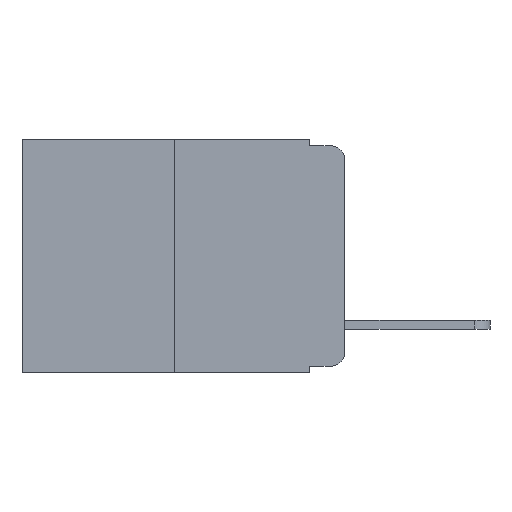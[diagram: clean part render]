
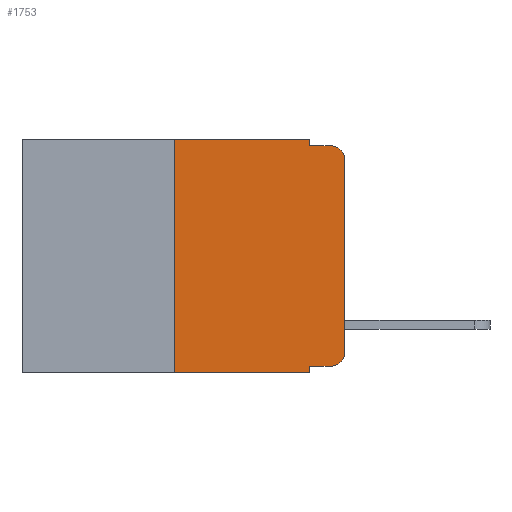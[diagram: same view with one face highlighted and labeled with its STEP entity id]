
A CAD part, left-side view. The second image highlights one B-rep face of the part: STEP entity #1753.
In plain terms, the highlighted planar face has unit normal (-1, 0, 0).
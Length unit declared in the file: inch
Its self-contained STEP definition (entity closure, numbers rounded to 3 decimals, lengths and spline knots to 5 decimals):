
#202 = CARTESIAN_POINT ( 'NONE',  ( 0., 0., -0.313 ) ) ;
#213 = ORIENTED_EDGE ( 'NONE', *, *, #8627, .T. ) ;
#242 = ORIENTED_EDGE ( 'NONE', *, *, #8701, .T. ) ;
#249 = VERTEX_POINT ( 'NONE', #6756 ) ;
#266 = LINE ( 'NONE', #7640, #8433 ) ;
#513 = VERTEX_POINT ( 'NONE', #8126 ) ;
#898 = EDGE_CURVE ( 'NONE', #2293, #3019, #4273, .T. ) ;
#1287 = DIRECTION ( 'NONE',  ( 0., -1., 0. ) ) ;
#1753 = ADVANCED_FACE ( 'NONE', ( #11711 ), #6120, .F. ) ;
#1885 = VERTEX_POINT ( 'NONE', #4633 ) ;
#2293 = VERTEX_POINT ( 'NONE', #5263 ) ;
#2602 = VECTOR ( 'NONE', #9461, 39.37008 ) ;
#2944 = VECTOR ( 'NONE', #5056, 39.37008 ) ;
#2995 = VERTEX_POINT ( 'NONE', #11823 ) ;
#3019 = VERTEX_POINT ( 'NONE', #11734 ) ;
#3046 = EDGE_CURVE ( 'NONE', #12384, #513, #7966, .T. ) ;
#3168 = VECTOR ( 'NONE', #6905, 39.37008 ) ;
#3354 = VECTOR ( 'NONE', #10024, 39.37008 ) ;
#3598 = CARTESIAN_POINT ( 'NONE',  ( 0., 0.051, -0.333 ) ) ;
#4262 = VECTOR ( 'NONE', #1287, 39.37008 ) ;
#4273 = LINE ( 'NONE', #8721, #4262 ) ;
#4462 = CARTESIAN_POINT ( 'NONE',  ( 0., 0.473, 0. ) ) ;
#4633 = CARTESIAN_POINT ( 'NONE',  ( 0., 0.051, -0.01 ) ) ;
#4899 = DIRECTION ( 'NONE',  ( 0., 0., -1. ) ) ;
#4948 = DIRECTION ( 'NONE',  ( -1., 0., 0. ) ) ;
#4983 = CARTESIAN_POINT ( 'NONE',  ( 0., 0.02, -0.313 ) ) ;
#5056 = DIRECTION ( 'NONE',  ( 0., -1., 0. ) ) ;
#5234 = VECTOR ( 'NONE', #12137, 39.37008 ) ;
#5263 = CARTESIAN_POINT ( 'NONE',  ( 0., 0.25, 0. ) ) ;
#5357 = LINE ( 'NONE', #9720, #2602 ) ;
#5822 = LINE ( 'NONE', #6551, #10493 ) ;
#5983 = LINE ( 'NONE', #10401, #3354 ) ;
#6021 = DIRECTION ( 'NONE',  ( 1., 0., 0. ) ) ;
#6120 = PLANE ( 'NONE',  #9866 ) ;
#6148 = LINE ( 'NONE', #7105, #3168 ) ;
#6551 = CARTESIAN_POINT ( 'NONE',  ( 0., 0.051, -0.333 ) ) ;
#6717 = DIRECTION ( 'NONE',  ( 0., -1., 0. ) ) ;
#6756 = CARTESIAN_POINT ( 'NONE',  ( 0., 0., -0.03 ) ) ;
#6905 = DIRECTION ( 'NONE',  ( 0., 0., -1. ) ) ;
#6998 = DIRECTION ( 'NONE',  ( 0., 0., 1. ) ) ;
#7105 = CARTESIAN_POINT ( 'NONE',  ( 0., 0.051, 0. ) ) ;
#7640 = CARTESIAN_POINT ( 'NONE',  ( 0., 0.25, 0. ) ) ;
#7721 = CARTESIAN_POINT ( 'NONE',  ( 0., 0.25, -0.343 ) ) ;
#7763 = VERTEX_POINT ( 'NONE', #3598 ) ;
#7817 = VERTEX_POINT ( 'NONE', #12005 ) ;
#7966 = LINE ( 'NONE', #10178, #2944 ) ;
#8126 = CARTESIAN_POINT ( 'NONE',  ( 0., 0.051, -0.343 ) ) ;
#8136 = VERTEX_POINT ( 'NONE', #202 ) ;
#8245 = EDGE_CURVE ( 'NONE', #8136, #249, #12437, .T. ) ;
#8323 = EDGE_CURVE ( 'NONE', #249, #2995, #11672, .T. ) ;
#8392 = EDGE_CURVE ( 'NONE', #1885, #2995, #5983, .T. ) ;
#8418 = EDGE_CURVE ( 'NONE', #3019, #1885, #5357, .T. ) ;
#8433 = VECTOR ( 'NONE', #6998, 39.37008 ) ;
#8592 = EDGE_CURVE ( 'NONE', #12384, #2293, #266, .T. ) ;
#8606 = EDGE_CURVE ( 'NONE', #7763, #513, #6148, .T. ) ;
#8627 = EDGE_CURVE ( 'NONE', #7763, #7817, #5822, .T. ) ;
#8701 = EDGE_CURVE ( 'NONE', #7817, #8136, #11910, .T. ) ;
#8721 = CARTESIAN_POINT ( 'NONE',  ( 0., 0.473, 0. ) ) ;
#9461 = DIRECTION ( 'NONE',  ( 0., 0., -1. ) ) ;
#9720 = CARTESIAN_POINT ( 'NONE',  ( 0., 0.051, 0. ) ) ;
#9866 = AXIS2_PLACEMENT_3D ( 'NONE', #4462, #6021, #12501 ) ;
#10024 = DIRECTION ( 'NONE',  ( 0., -1., 0. ) ) ;
#10178 = CARTESIAN_POINT ( 'NONE',  ( 0., 0.473, -0.343 ) ) ;
#10401 = CARTESIAN_POINT ( 'NONE',  ( 0., 0.051, -0.01 ) ) ;
#10493 = VECTOR ( 'NONE', #6717, 39.37008 ) ;
#10862 = ORIENTED_EDGE ( 'NONE', *, *, #8245, .T. ) ;
#10881 = DIRECTION ( 'NONE',  ( -1., 0., 0. ) ) ;
#10926 = ORIENTED_EDGE ( 'NONE', *, *, #8323, .T. ) ;
#10973 = DIRECTION ( 'NONE',  ( 0., 0., -1. ) ) ;
#11011 = ORIENTED_EDGE ( 'NONE', *, *, #8392, .F. ) ;
#11025 = CARTESIAN_POINT ( 'NONE',  ( 0., 0.02, -0.03 ) ) ;
#11238 = EDGE_LOOP ( 'NONE', ( #10862, #10926, #11011, #12071, #12178, #12263, #12319, #12489, #213, #242 ) ) ;
#11672 = CIRCLE ( 'NONE', #12580, 0.02 ) ;
#11711 = FACE_OUTER_BOUND ( 'NONE', #11238, .T. ) ;
#11734 = CARTESIAN_POINT ( 'NONE',  ( 0., 0.051, 0. ) ) ;
#11823 = CARTESIAN_POINT ( 'NONE',  ( 0., 0.02, -0.01 ) ) ;
#11910 = CIRCLE ( 'NONE', #12385, 0.02 ) ;
#12005 = CARTESIAN_POINT ( 'NONE',  ( 0., 0.02, -0.333 ) ) ;
#12071 = ORIENTED_EDGE ( 'NONE', *, *, #8418, .F. ) ;
#12137 = DIRECTION ( 'NONE',  ( 0., 0., 1. ) ) ;
#12178 = ORIENTED_EDGE ( 'NONE', *, *, #898, .F. ) ;
#12197 = CARTESIAN_POINT ( 'NONE',  ( 0., 0., 0. ) ) ;
#12263 = ORIENTED_EDGE ( 'NONE', *, *, #8592, .F. ) ;
#12319 = ORIENTED_EDGE ( 'NONE', *, *, #3046, .T. ) ;
#12384 = VERTEX_POINT ( 'NONE', #7721 ) ;
#12385 = AXIS2_PLACEMENT_3D ( 'NONE', #4983, #4948, #4899 ) ;
#12437 = LINE ( 'NONE', #12197, #5234 ) ;
#12489 = ORIENTED_EDGE ( 'NONE', *, *, #8606, .F. ) ;
#12501 = DIRECTION ( 'NONE',  ( 0., 0., -1. ) ) ;
#12580 = AXIS2_PLACEMENT_3D ( 'NONE', #11025, #10881, #10973 ) ;
